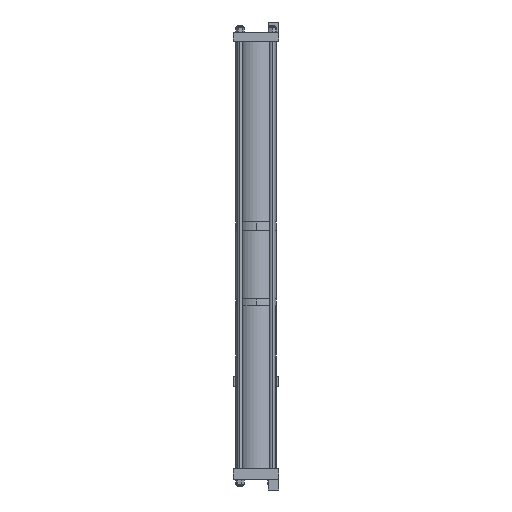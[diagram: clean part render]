
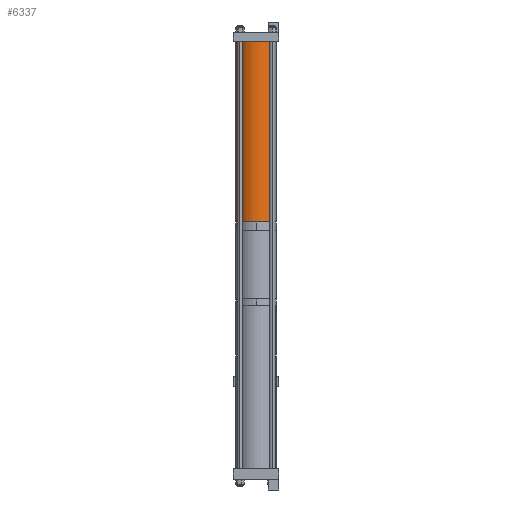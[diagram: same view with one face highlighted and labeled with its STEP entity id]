
A CAD part, left-side view. The second image highlights one B-rep face of the part: STEP entity #6337.
In plain terms, the highlighted cylindrical face has radius 73.025 mm (diameter 146.05 mm), a partial arc.
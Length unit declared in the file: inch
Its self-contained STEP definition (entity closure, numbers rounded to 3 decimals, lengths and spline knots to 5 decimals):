
#173 = AXIS2_PLACEMENT_3D ( 'NONE', #5083, #1511, #387 ) ;
#387 = DIRECTION ( 'NONE',  ( -1., 0., 0. ) ) ;
#453 = ORIENTED_EDGE ( 'NONE', *, *, #5144, .T. ) ;
#772 = LINE ( 'NONE', #4227, #4397 ) ;
#919 = CIRCLE ( 'NONE', #4855, 2.875 ) ;
#1434 = CARTESIAN_POINT ( 'NONE',  ( -2.875, 0., 0. ) ) ;
#1511 = DIRECTION ( 'NONE',  ( 0., 0., -1. ) ) ;
#1714 = VERTEX_POINT ( 'NONE', #1434 ) ;
#1954 = EDGE_CURVE ( 'NONE', #4978, #1714, #772, .T. ) ;
#2072 = CARTESIAN_POINT ( 'NONE',  ( 2.875, 0., 25.841 ) ) ;
#3360 = DIRECTION ( 'NONE',  ( 0., 0., 1. ) ) ;
#4227 = CARTESIAN_POINT ( 'NONE',  ( -2.875, 0., 25.841 ) ) ;
#4397 = VECTOR ( 'NONE', #13890, 39.37008 ) ;
#4647 = DIRECTION ( 'NONE',  ( 0., 0., 1. ) ) ;
#4738 = VERTEX_POINT ( 'NONE', #15580 ) ;
#4855 = AXIS2_PLACEMENT_3D ( 'NONE', #13019, #3360, #15464 ) ;
#4978 = VERTEX_POINT ( 'NONE', #11462 ) ;
#5083 = CARTESIAN_POINT ( 'NONE',  ( 0., 0., 25.841 ) ) ;
#5144 = EDGE_CURVE ( 'NONE', #4738, #1714, #13268, .T. ) ;
#5345 = AXIS2_PLACEMENT_3D ( 'NONE', #13129, #4647, #10520 ) ;
#5735 = LINE ( 'NONE', #2072, #9077 ) ;
#5907 = EDGE_CURVE ( 'NONE', #9192, #4978, #919, .T. ) ;
#6337 = ADVANCED_FACE ( 'NONE', ( #12154 ), #9827, .T. ) ;
#7943 = DIRECTION ( 'NONE',  ( 0., 0., -1. ) ) ;
#8829 = ORIENTED_EDGE ( 'NONE', *, *, #12052, .T. ) ;
#8874 = CARTESIAN_POINT ( 'NONE',  ( 2.875, 0., 25.841 ) ) ;
#9077 = VECTOR ( 'NONE', #7943, 39.37008 ) ;
#9192 = VERTEX_POINT ( 'NONE', #8874 ) ;
#9827 = CYLINDRICAL_SURFACE ( 'NONE', #173, 2.875 ) ;
#10520 = DIRECTION ( 'NONE',  ( 1., 0., 0. ) ) ;
#11408 = ORIENTED_EDGE ( 'NONE', *, *, #1954, .F. ) ;
#11462 = CARTESIAN_POINT ( 'NONE',  ( -2.875, 0., 25.841 ) ) ;
#12052 = EDGE_CURVE ( 'NONE', #9192, #4738, #5735, .T. ) ;
#12154 = FACE_OUTER_BOUND ( 'NONE', #15466, .T. ) ;
#12563 = ORIENTED_EDGE ( 'NONE', *, *, #5907, .F. ) ;
#13019 = CARTESIAN_POINT ( 'NONE',  ( 0., 0., 25.841 ) ) ;
#13129 = CARTESIAN_POINT ( 'NONE',  ( 0., 0., 0. ) ) ;
#13268 = CIRCLE ( 'NONE', #5345, 2.875 ) ;
#13890 = DIRECTION ( 'NONE',  ( 0., 0., -1. ) ) ;
#15464 = DIRECTION ( 'NONE',  ( 1., 0., 0. ) ) ;
#15466 = EDGE_LOOP ( 'NONE', ( #12563, #8829, #453, #11408 ) ) ;
#15580 = CARTESIAN_POINT ( 'NONE',  ( 2.875, 0., 0. ) ) ;
